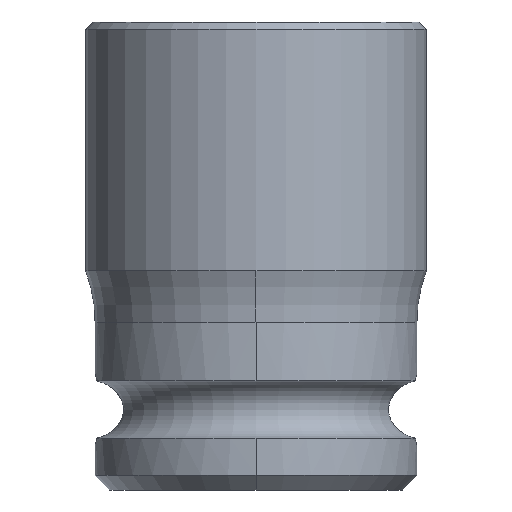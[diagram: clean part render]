
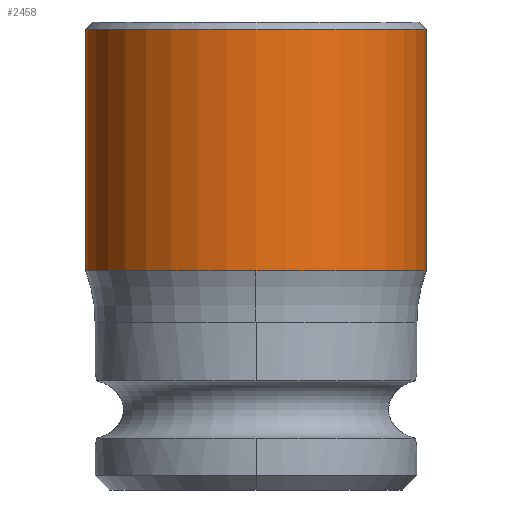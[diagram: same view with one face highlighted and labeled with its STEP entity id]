
A CAD part, left-side view. The second image highlights one B-rep face of the part: STEP entity #2458.
In plain terms, the highlighted cylindrical face has radius 11.65 mm (diameter 23.3 mm), a partial arc.
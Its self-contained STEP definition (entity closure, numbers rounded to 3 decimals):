
#454=DIRECTION('',(0.,0.,1.));
#455=VECTOR('',#454,16.5);
#456=CARTESIAN_POINT('',(0.,11.65,15.));
#457=LINE('',#456,#455);
#458=DIRECTION('',(0.,0.,1.));
#459=VECTOR('',#458,16.5);
#460=CARTESIAN_POINT('',(0.,-11.65,15.));
#461=LINE('',#460,#459);
#1124=CARTESIAN_POINT('',(0.,0.,31.5));
#1125=DIRECTION('',(0.,0.,1.));
#1126=DIRECTION('',(0.,1.,0.));
#1127=AXIS2_PLACEMENT_3D('',#1124,#1125,#1126);
#1129=CARTESIAN_POINT('',(0.,0.,15.));
#1130=DIRECTION('',(0.,0.,1.));
#1131=DIRECTION('',(-1.,0.,0.));
#1132=AXIS2_PLACEMENT_3D('',#1129,#1130,#1131);
#1134=CARTESIAN_POINT('',(0.,0.,15.));
#1135=DIRECTION('',(0.,0.,1.));
#1136=DIRECTION('',(0.,1.,0.));
#1137=AXIS2_PLACEMENT_3D('',#1134,#1135,#1136);
#1214=CARTESIAN_POINT('',(0.,11.65,15.));
#1215=CARTESIAN_POINT('',(-11.65,0.,15.));
#1216=VERTEX_POINT('',#1214);
#1217=VERTEX_POINT('',#1215);
#1222=CARTESIAN_POINT('',(0.,-11.65,15.));
#1223=VERTEX_POINT('',#1222);
#1238=CARTESIAN_POINT('',(0.,-11.65,31.5));
#1239=CARTESIAN_POINT('',(0.,11.65,31.5));
#1240=VERTEX_POINT('',#1238);
#1241=VERTEX_POINT('',#1239);
#2446=CARTESIAN_POINT('',(0.,0.,14.15));
#2447=DIRECTION('',(0.,0.,1.));
#2448=DIRECTION('',(0.,1.,0.));
#2449=AXIS2_PLACEMENT_3D('',#2446,#2447,#2448);
#2450=CYLINDRICAL_SURFACE('',#2449,11.65);
#2451=ORIENTED_EDGE('',*,*,#2440,.T.);
#2452=ORIENTED_EDGE('',*,*,#1650,.F.);
#2453=ORIENTED_EDGE('',*,*,#1617,.F.);
#2454=ORIENTED_EDGE('',*,*,#1631,.F.);
#2455=ORIENTED_EDGE('',*,*,#1647,.T.);
#2456=EDGE_LOOP('',(#2451,#2452,#2453,#2454,#2455));
#2457=FACE_OUTER_BOUND('',#2456,.F.);
#2458=ADVANCED_FACE('',(#2457),#2450,.T.);
#1128=CIRCLE('',#1127,11.65);
#1133=CIRCLE('',#1132,11.65);
#1138=CIRCLE('',#1137,11.65);
#1617=EDGE_CURVE('',#1217,#1223,#1133,.T.);
#1631=EDGE_CURVE('',#1216,#1217,#1138,.T.);
#1647=EDGE_CURVE('',#1216,#1241,#457,.T.);
#1650=EDGE_CURVE('',#1223,#1240,#461,.T.);
#2440=EDGE_CURVE('',#1241,#1240,#1128,.T.);
